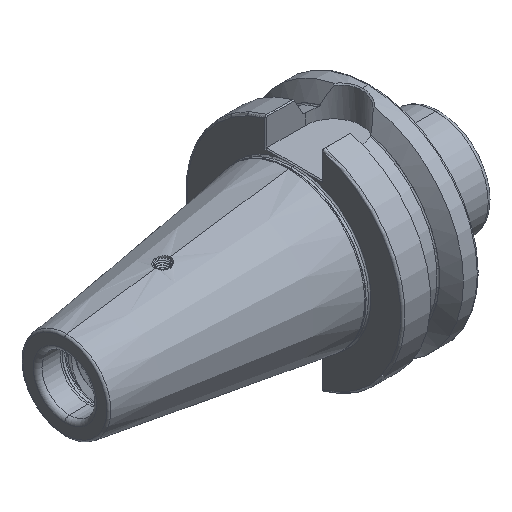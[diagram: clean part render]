
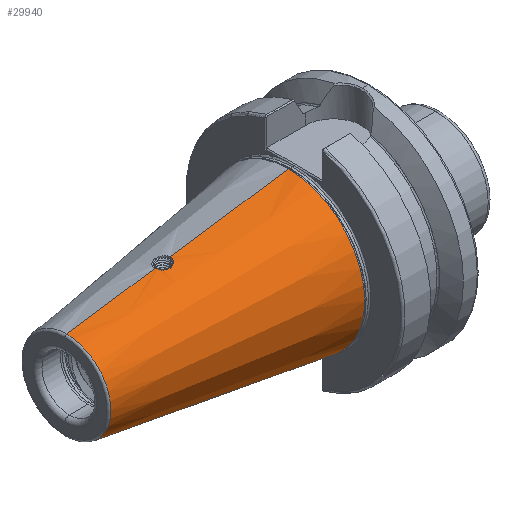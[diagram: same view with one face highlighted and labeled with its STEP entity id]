
A CAD part, isometric view. The second image highlights one B-rep face of the part: STEP entity #29940.
In plain terms, the highlighted conical face has half-angle 8.297 degrees and reference radius 34.998 mm.
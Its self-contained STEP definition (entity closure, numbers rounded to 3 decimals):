
#1479 = LINE ( 'NONE', #18049, #1480 ) ;
#1480 = VECTOR ( 'NONE', #18051, 1000. ) ;
#1490 = VECTOR ( 'NONE', #18546, 1000. ) ;
#1504 = VECTOR ( 'NONE', #18019, 1000. ) ;
#1517 = LINE ( 'NONE', #18029, #1504 ) ;
#1531 = LINE ( 'NONE', #18583, #1490 ) ;
#1955 = CONICAL_SURFACE ( 'NONE', #7930, 34.998, 0.145 ) ;
#1970 = FACE_OUTER_BOUND ( 'NONE', #20672, .T. ) ;
#7930 = AXIS2_PLACEMENT_3D ( 'NONE', #8089, #8086, #8116 ) ;
#8086 = DIRECTION ( 'NONE',  ( 1., 0., 0. ) ) ;
#8089 = CARTESIAN_POINT ( 'NONE',  ( -2.5, 0., 0. ) ) ;
#8116 = DIRECTION ( 'NONE',  ( 0., 0., -1. ) ) ;
#9856 = CARTESIAN_POINT ( 'NONE',  ( -2.5, 0., -34.998 ) ) ;
#12534 = CARTESIAN_POINT ( 'NONE',  ( -63.5, 0., 26.102 ) ) ;
#12546 = CARTESIAN_POINT ( 'NONE',  ( -63.5, -0.463, 26.102 ) ) ;
#12554 = CARTESIAN_POINT ( 'NONE',  ( -62.297, -2.651, 26.144 ) ) ;
#12555 = CARTESIAN_POINT ( 'NONE',  ( -61.528, -3.157, 26.2 ) ) ;
#12556 = CARTESIAN_POINT ( 'NONE',  ( -60.879, -3.395, 26.266 ) ) ;
#12557 = CARTESIAN_POINT ( 'NONE',  ( -60.205, -3.502, 26.351 ) ) ;
#12559 = CARTESIAN_POINT ( 'NONE',  ( -62.116, -2.798, 26.155 ) ) ;
#12561 = CARTESIAN_POINT ( 'NONE',  ( -59.075, -3.383, 26.533 ) ) ;
#12562 = CARTESIAN_POINT ( 'NONE',  ( -56.614, -0.914, 27.092 ) ) ;
#12564 = CARTESIAN_POINT ( 'NONE',  ( -56.5, 0., 27.123 ) ) ;
#12565 = CARTESIAN_POINT ( 'NONE',  ( -56.856, -1.554, 27.027 ) ) ;
#12568 = CARTESIAN_POINT ( 'NONE',  ( -62.786, -2.167, 26.118 ) ) ;
#12569 = CARTESIAN_POINT ( 'NONE',  ( -58.856, -3.316, 26.573 ) ) ;
#12571 = CARTESIAN_POINT ( 'NONE',  ( -63.409, -0.92, 26.103 ) ) ;
#12577 = CARTESIAN_POINT ( 'NONE',  ( -56.5, -0.229, 27.123 ) ) ;
#12581 = CARTESIAN_POINT ( 'NONE',  ( -58.437, -3.14, 26.656 ) ) ;
#12582 = CARTESIAN_POINT ( 'NONE',  ( -59.746, -3.498, 26.419 ) ) ;
#12583 = CARTESIAN_POINT ( 'NONE',  ( -59.518, -3.474, 26.456 ) ) ;
#12584 = CARTESIAN_POINT ( 'NONE',  ( -57.863, -2.781, 26.781 ) ) ;
#12585 = CARTESIAN_POINT ( 'NONE',  ( -61.731, -3.051, 26.183 ) ) ;
#12588 = CARTESIAN_POINT ( 'NONE',  ( -57.684, -2.634, 26.822 ) ) ;
#12589 = CARTESIAN_POINT ( 'NONE',  ( -57.363, -2.313, 26.898 ) ) ;
#12590 = CARTESIAN_POINT ( 'NONE',  ( -60.431, -3.481, 26.321 ) ) ;
#12591 = CARTESIAN_POINT ( 'NONE',  ( -57.22, -2.138, 26.934 ) ) ;
#12593 = CARTESIAN_POINT ( 'NONE',  ( -56.681, -1.133, 27.074 ) ) ;
#12594 = CARTESIAN_POINT ( 'NONE',  ( -58.238, -3.032, 26.698 ) ) ;
#12595 = CARTESIAN_POINT ( 'NONE',  ( -56.523, -0.46, 27.117 ) ) ;
#12600 = CARTESIAN_POINT ( 'NONE',  ( -61.103, -3.33, 26.241 ) ) ;
#12601 = CARTESIAN_POINT ( 'NONE',  ( -56.966, -1.759, 26.998 ) ) ;
#12604 = CARTESIAN_POINT ( 'NONE',  ( -63.051, -1.777, 26.111 ) ) ;
#14427 = B_SPLINE_CURVE_WITH_KNOTS ( 'NONE', 3,
 ( #12534, #12546, #12571, #12604, #12568, #12554, #12559, #12585, #12555, #12600, #12556, #12590, #12557, #12582, #12583, #12561, #12569, #12581, #12594, #12584, #12588, #12589, #12591, #12601, #12565, #12593, #12562, #12595, #12577, #12564 ),
 .UNSPECIFIED., .F., .F.,
 ( 4, 2, 2, 2, 2, 2, 2, 2, 2, 2, 2, 2, 2, 2, 4 ),
 ( 0.02, 0.021, 0.023, 0.023, 0.024, 0.025, 0.025, 0.026, 0.027, 0.028, 0.028, 0.029, 0.03, 0.03, 0.031 ),
 .UNSPECIFIED. ) ;
#15193 = EDGE_CURVE ( 'NONE', #25974, #25994, #26049, .T. ) ;
#15214 = EDGE_CURVE ( 'NONE', #30580, #25980, #26044, .T. ) ;
#15286 = AXIS2_PLACEMENT_3D ( 'NONE', #21781, #21786, #21778 ) ;
#15292 = AXIS2_PLACEMENT_3D ( 'NONE', #21600, #21593, #21606 ) ;
#18019 = DIRECTION ( 'NONE',  ( 0.99, 0., -0.144 ) ) ;
#18029 = CARTESIAN_POINT ( 'NONE',  ( -2.5, 0., -34.998 ) ) ;
#18049 = CARTESIAN_POINT ( 'NONE',  ( -2.5, 0., 34.998 ) ) ;
#18051 = DIRECTION ( 'NONE',  ( 0.99, 0., 0.144 ) ) ;
#18546 = DIRECTION ( 'NONE',  ( 0.99, 0., 0.144 ) ) ;
#18583 = CARTESIAN_POINT ( 'NONE',  ( -2.5, 0., 34.998 ) ) ;
#20079 = ORIENTED_EDGE ( 'NONE', *, *, #28587, .F. ) ;
#20672 = EDGE_LOOP ( 'NONE', ( #25640, #25624, #25623, #25634, #25625, #20079 ) ) ;
#21453 = VERTEX_POINT ( 'NONE', #28830 ) ;
#21513 = VERTEX_POINT ( 'NONE', #28844 ) ;
#21593 = DIRECTION ( 'NONE',  ( -1., 0., 0. ) ) ;
#21600 = CARTESIAN_POINT ( 'NONE',  ( -103.944, 0., 0. ) ) ;
#21606 = DIRECTION ( 'NONE',  ( 0., 0., 1. ) ) ;
#21778 = DIRECTION ( 'NONE',  ( 0., 0., 1. ) ) ;
#21781 = CARTESIAN_POINT ( 'NONE',  ( -2.5, 0., 0. ) ) ;
#21786 = DIRECTION ( 'NONE',  ( -1., 0., 0. ) ) ;
#25623 = ORIENTED_EDGE ( 'NONE', *, *, #28689, .T. ) ;
#25624 = ORIENTED_EDGE ( 'NONE', *, *, #15193, .F. ) ;
#25625 = ORIENTED_EDGE ( 'NONE', *, *, #28669, .F. ) ;
#25634 = ORIENTED_EDGE ( 'NONE', *, *, #15214, .T. ) ;
#25640 = ORIENTED_EDGE ( 'NONE', *, *, #28688, .F. ) ;
#25974 = VERTEX_POINT ( 'NONE', #27174 ) ;
#25980 = VERTEX_POINT ( 'NONE', #27129 ) ;
#25994 = VERTEX_POINT ( 'NONE', #27173 ) ;
#26044 = CIRCLE ( 'NONE', #15286, 34.998 ) ;
#26049 = CIRCLE ( 'NONE', #15292, 20.204 ) ;
#27129 = CARTESIAN_POINT ( 'NONE',  ( -2.5, 0., 34.998 ) ) ;
#27173 = CARTESIAN_POINT ( 'NONE',  ( -103.944, 0., 20.204 ) ) ;
#27174 = CARTESIAN_POINT ( 'NONE',  ( -103.944, 0., -20.204 ) ) ;
#28587 = EDGE_CURVE ( 'NONE', #21453, #21513, #14427, .T. ) ;
#28669 = EDGE_CURVE ( 'NONE', #21513, #25980, #1531, .T. ) ;
#28688 = EDGE_CURVE ( 'NONE', #25994, #21453, #1479, .T. ) ;
#28689 = EDGE_CURVE ( 'NONE', #25974, #30580, #1517, .T. ) ;
#28830 = CARTESIAN_POINT ( 'NONE',  ( -63.5, 0., 26.102 ) ) ;
#28844 = CARTESIAN_POINT ( 'NONE',  ( -56.5, 0., 27.123 ) ) ;
#29940 = ADVANCED_FACE ( 'NONE', ( #1970 ), #1955, .T. ) ;
#30580 = VERTEX_POINT ( 'NONE', #9856 ) ;
